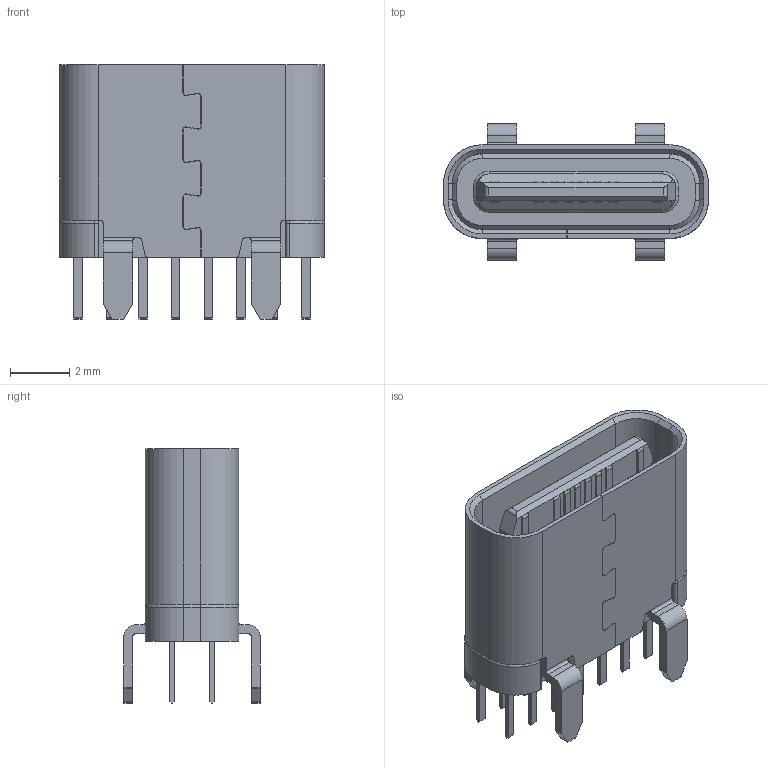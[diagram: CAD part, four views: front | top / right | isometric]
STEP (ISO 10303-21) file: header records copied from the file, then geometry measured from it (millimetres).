
FILE_DESCRIPTION (( 'STEP AP214' ), '1' );
FILE_NAME ('錨璃1.STEP', '2024-02-18T02:07:45', ( '' ), ( '' ), 'SwSTEP 2.0', 'SolidWorks 2020', '' );
FILE_SCHEMA (( 'AUTOMOTIVE_DESIGN' ));
Length unit declared in the file: millimetre
Products named in the file (1): 錨璃1
Bounding box: 8.94 x 4.6 x 8.6 mm (x, y, z)
Volume: 108.8 mm3; surface area: 474.8 mm2
Topology: 2 solids, 2 shells, 740 faces, 2028 edges, 1328 vertices
Faces by surface type: plane 365, bspline 245, cylinder 114, cone 8, sphere 4, torus 4
Entity records: 32297 total; most frequent: CARTESIAN_POINT 7257, ORIENTED_EDGE 4040, DIRECTION 2610, EDGE_CURVE 2020, VERTEX_POINT 1324, LINE 1170, VECTOR 1170, EDGE_LOOP 782
